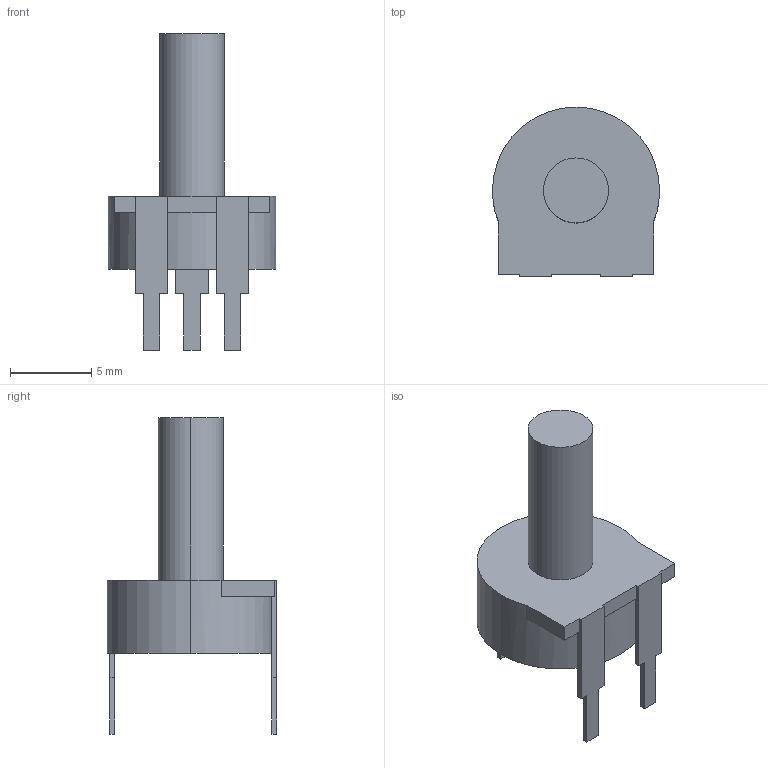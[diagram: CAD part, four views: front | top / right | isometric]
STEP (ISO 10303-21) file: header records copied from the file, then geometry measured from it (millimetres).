
FILE_DESCRIPTION (( 'STEP AP214' ), '1' );
FILE_NAME ('User Library-PT10xV10-A_w_axle-1.STEP', '2019-02-22T03:07:48', ( '' ), ( '' ), 'SwSTEP 2.0', 'SolidWorks 2019', '' );
FILE_SCHEMA (( 'AUTOMOTIVE_DESIGN' ));
Length unit declared in the file: millimetre
Products named in the file (1): User Library-PT10xV10-A_w_axle-1
Bounding box: 10.3 x 10.45 x 19.5 mm (x, y, z)
Volume: 519.9 mm3; surface area: 541 mm2
Topology: 1 solids, 1 shells, 41 faces, 110 edges, 73 vertices
Faces by surface type: plane 37, cylinder 4
Entity records: 1752 total; most frequent: CARTESIAN_POINT 225, ORIENTED_EDGE 220, DIRECTION 205, EDGE_CURVE 110, LINE 99, VECTOR 99, VERTEX_POINT 73, AXIS2_PLACEMENT_3D 53
